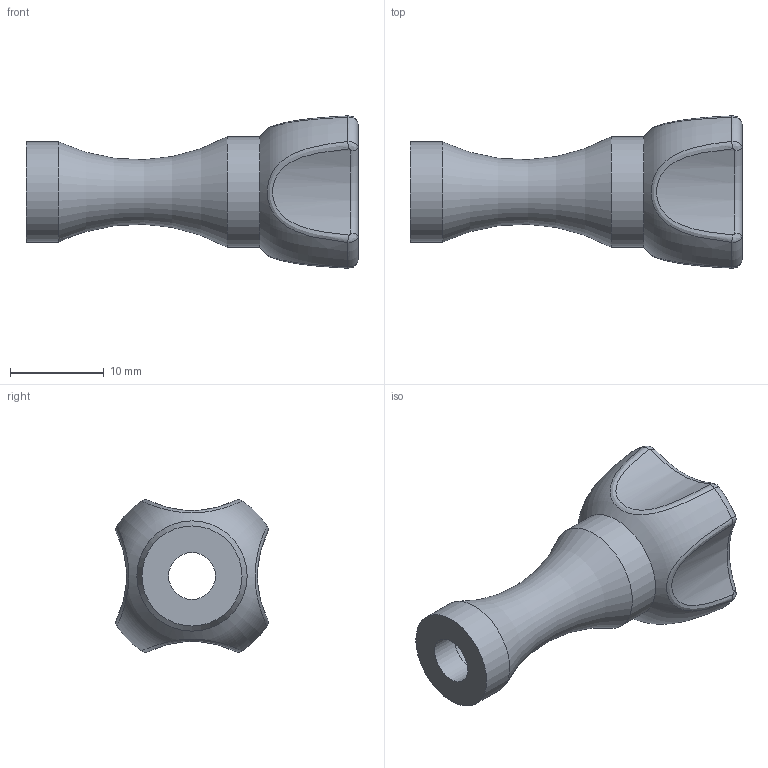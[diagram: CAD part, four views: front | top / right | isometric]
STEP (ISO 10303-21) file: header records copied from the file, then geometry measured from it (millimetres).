
FILE_DESCRIPTION(('FreeCAD Model'),'2;1');
FILE_NAME('Open CASCADE Shape Model','2025-01-23T11:11:17',(''),(''), 'Open CASCADE STEP processor 7.6','FreeCAD','Unknown');
FILE_SCHEMA(('AUTOMOTIVE_DESIGN { 1 0 10303 214 1 1 1 1 }'));
Length unit declared in the file: millimetre
Products named in the file (1): knob_long
Bounding box: 35.5 x 16.29 x 16.29 mm (x, y, z)
Volume: 2816 mm3; surface area: 2212.4 mm2
Topology: 1 solids, 1 shells, 51 faces, 126 edges, 72 vertices
Faces by surface type: bspline 18, cylinder 14, torus 9, plane 9, revolution 1
Full cylindrical faces by diameter (mm): 5 x2, 10.7 x1, 11.8 x1
Entity records: 6208 total; most frequent: CARTESIAN_POINT 5090, ORIENTED_EDGE 240, DIRECTION 222, EDGE_CURVE 120, AXIS2_PLACEMENT_3D 98, VERTEX_POINT 72, CIRCLE 59, FACE_BOUND 54
